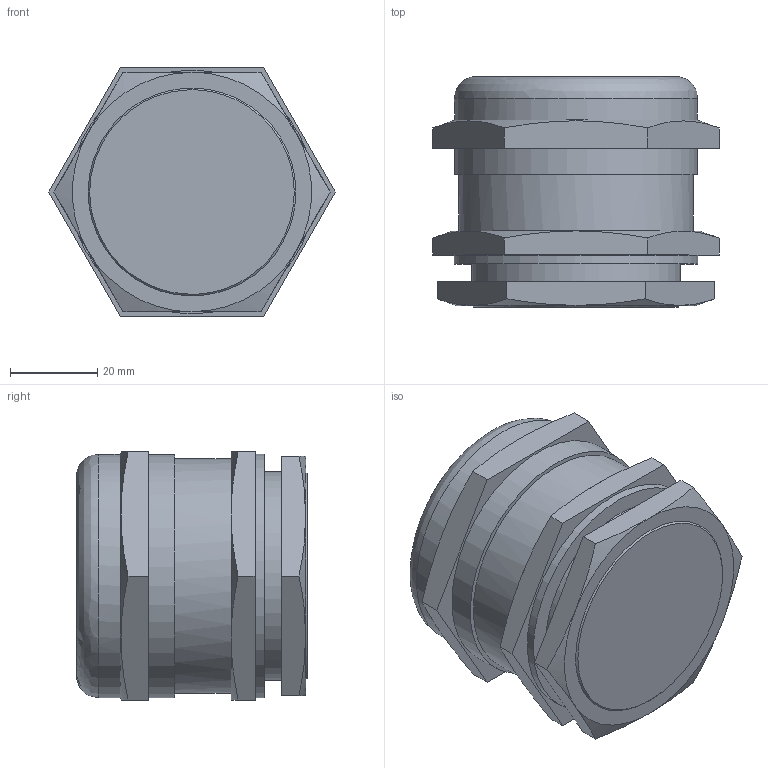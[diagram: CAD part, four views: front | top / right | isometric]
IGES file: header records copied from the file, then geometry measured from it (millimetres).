
Global section: file name: M48(26-39); native system: Autodesk Inventor 2015; preprocessor: unknown; author: Qwa7-112; date: 20160706.094321; units: centimetre
Bounding box: 65.82 x 53 x 57 mm (x, y, z)
Volume: 128513.1 mm3; surface area: 18714.5 mm2
Topology: 1 solids, 1 shells, 51 faces, 117 edges, 77 vertices
Faces by surface type: bspline 51
